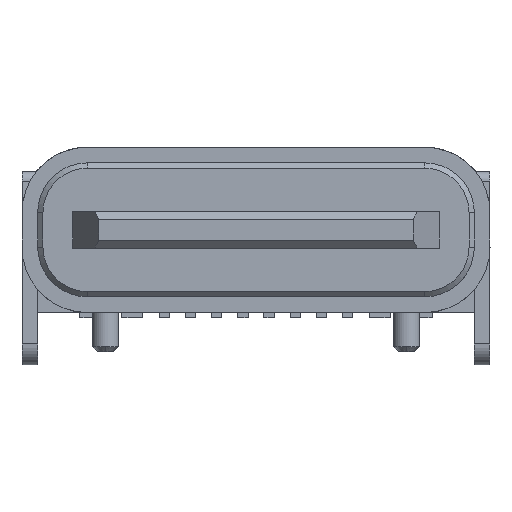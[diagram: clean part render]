
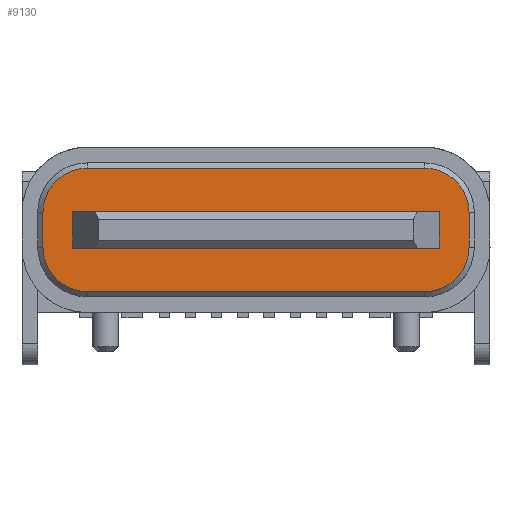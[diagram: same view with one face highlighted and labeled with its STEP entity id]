
A CAD part, front view. The second image highlights one B-rep face of the part: STEP entity #9130.
In plain terms, the highlighted planar face has unit normal (0, -1, 0).
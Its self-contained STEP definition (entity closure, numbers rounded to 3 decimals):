
#148 = VECTOR ( 'NONE', #9686, 1000. ) ;
#290 = EDGE_CURVE ( 'NONE', #2994, #1979, #9691, .T. ) ;
#494 = VECTOR ( 'NONE', #21337, 1000. ) ;
#762 = EDGE_CURVE ( 'NONE', #6467, #24208, #14472, .T. ) ;
#1116 = CIRCLE ( 'NONE', #1542, 0.85 ) ;
#1542 = AXIS2_PLACEMENT_3D ( 'NONE', #15171, #23196, #5683 ) ;
#1979 = VERTEX_POINT ( 'NONE', #15743 ) ;
#2301 = ORIENTED_EDGE ( 'NONE', *, *, #24253, .T. ) ;
#2364 = AXIS2_PLACEMENT_3D ( 'NONE', #20223, #16562, #2704 ) ;
#2457 = CARTESIAN_POINT ( 'NONE',  ( -3.5, 1.19, 0.35 ) ) ;
#2685 = ORIENTED_EDGE ( 'NONE', *, *, #19938, .T. ) ;
#2704 = DIRECTION ( 'NONE',  ( 1., 0., 0. ) ) ;
#2754 = DIRECTION ( 'NONE',  ( 0., 0., -1. ) ) ;
#2994 = VERTEX_POINT ( 'NONE', #25688 ) ;
#3110 = ORIENTED_EDGE ( 'NONE', *, *, #13076, .T. ) ;
#3301 = LINE ( 'NONE', #11266, #6728 ) ;
#3697 = CARTESIAN_POINT ( 'NONE',  ( -3.5, 1.19, -0.35 ) ) ;
#4157 = EDGE_CURVE ( 'NONE', #1979, #10819, #3301, .T. ) ;
#4429 = VERTEX_POINT ( 'NONE', #20388 ) ;
#4513 = CARTESIAN_POINT ( 'NONE',  ( 4.07, 1.19, 0.33 ) ) ;
#4582 = LINE ( 'NONE', #20508, #11040 ) ;
#4858 = LINE ( 'NONE', #10351, #13512 ) ;
#5149 = LINE ( 'NONE', #17041, #20706 ) ;
#5150 = VECTOR ( 'NONE', #18071, 1000. ) ;
#5392 = LINE ( 'NONE', #3697, #148 ) ;
#5683 = DIRECTION ( 'NONE',  ( 1., 0., 0. ) ) ;
#6074 = VERTEX_POINT ( 'NONE', #17798 ) ;
#6284 = EDGE_CURVE ( 'NONE', #25861, #14085, #4858, .T. ) ;
#6467 = VERTEX_POINT ( 'NONE', #22218 ) ;
#6728 = VECTOR ( 'NONE', #19242, 1000. ) ;
#6989 = CARTESIAN_POINT ( 'NONE',  ( -3.22, 1.19, -1.18 ) ) ;
#7118 = VERTEX_POINT ( 'NONE', #10785 ) ;
#7583 = DIRECTION ( 'NONE',  ( 0., -1., 0. ) ) ;
#7599 = ORIENTED_EDGE ( 'NONE', *, *, #9625, .F. ) ;
#8175 = VERTEX_POINT ( 'NONE', #16712 ) ;
#8630 = DIRECTION ( 'NONE',  ( 1., 0., 0. ) ) ;
#9130 = ADVANCED_FACE ( 'NONE', ( #14586, #18392 ), #20609, .T. ) ;
#9179 = EDGE_LOOP ( 'NONE', ( #15076, #2685, #10852, #2301, #11835, #18831, #18939, #3110 ) ) ;
#9546 = CARTESIAN_POINT ( 'NONE',  ( -3.22, 1.19, 0.33 ) ) ;
#9625 = EDGE_CURVE ( 'NONE', #4429, #2994, #5149, .T. ) ;
#9686 = DIRECTION ( 'NONE',  ( 0., 0., -1. ) ) ;
#9691 = LINE ( 'NONE', #23558, #494 ) ;
#9728 = DIRECTION ( 'NONE',  ( 0., -1., 0. ) ) ;
#9864 = EDGE_CURVE ( 'NONE', #24208, #25861, #23656, .T. ) ;
#9869 = CARTESIAN_POINT ( 'NONE',  ( -3.22, 1.19, -0.33 ) ) ;
#9910 = CIRCLE ( 'NONE', #16569, 0.85 ) ;
#10283 = AXIS2_PLACEMENT_3D ( 'NONE', #9546, #7583, #15511 ) ;
#10351 = CARTESIAN_POINT ( 'NONE',  ( -4.07, 1.19, 0.33 ) ) ;
#10785 = CARTESIAN_POINT ( 'NONE',  ( 3.22, 1.19, -1.18 ) ) ;
#10819 = VERTEX_POINT ( 'NONE', #2457 ) ;
#10852 = ORIENTED_EDGE ( 'NONE', *, *, #16604, .T. ) ;
#11040 = VECTOR ( 'NONE', #8630, 1000. ) ;
#11266 = CARTESIAN_POINT ( 'NONE',  ( -3.5, 1.19, 0.35 ) ) ;
#11680 = CARTESIAN_POINT ( 'NONE',  ( -3.22, 1.19, 1.18 ) ) ;
#11803 = ORIENTED_EDGE ( 'NONE', *, *, #20407, .F. ) ;
#11835 = ORIENTED_EDGE ( 'NONE', *, *, #762, .T. ) ;
#13076 = EDGE_CURVE ( 'NONE', #14085, #23332, #20202, .T. ) ;
#13512 = VECTOR ( 'NONE', #2754, 1000. ) ;
#13766 = DIRECTION ( 'NONE',  ( 1., 0., 0. ) ) ;
#14085 = VERTEX_POINT ( 'NONE', #18860 ) ;
#14472 = LINE ( 'NONE', #20758, #17623 ) ;
#14586 = FACE_OUTER_BOUND ( 'NONE', #9179, .T. ) ;
#15076 = ORIENTED_EDGE ( 'NONE', *, *, #20783, .T. ) ;
#15171 = CARTESIAN_POINT ( 'NONE',  ( 3.22, 1.19, 0.33 ) ) ;
#15511 = DIRECTION ( 'NONE',  ( 1., 0., 0. ) ) ;
#15643 = DIRECTION ( 'NONE',  ( 1., 0., 0. ) ) ;
#15743 = CARTESIAN_POINT ( 'NONE',  ( 3.5, 1.19, 0.35 ) ) ;
#16562 = DIRECTION ( 'NONE',  ( 0., -1., 0. ) ) ;
#16569 = AXIS2_PLACEMENT_3D ( 'NONE', #25352, #23515, #15643 ) ;
#16604 = EDGE_CURVE ( 'NONE', #6074, #8175, #22403, .T. ) ;
#16712 = CARTESIAN_POINT ( 'NONE',  ( 4.07, 1.19, 0.33 ) ) ;
#17041 = CARTESIAN_POINT ( 'NONE',  ( -3.5, 1.19, -0.35 ) ) ;
#17623 = VECTOR ( 'NONE', #22478, 1000. ) ;
#17798 = CARTESIAN_POINT ( 'NONE',  ( 4.07, 1.19, -0.33 ) ) ;
#18071 = DIRECTION ( 'NONE',  ( 0., 0., 1. ) ) ;
#18392 = FACE_BOUND ( 'NONE', #22522, .T. ) ;
#18831 = ORIENTED_EDGE ( 'NONE', *, *, #9864, .T. ) ;
#18860 = CARTESIAN_POINT ( 'NONE',  ( -4.07, 1.19, -0.33 ) ) ;
#18939 = ORIENTED_EDGE ( 'NONE', *, *, #6284, .T. ) ;
#19242 = DIRECTION ( 'NONE',  ( -1., 0., 0. ) ) ;
#19624 = ORIENTED_EDGE ( 'NONE', *, *, #4157, .F. ) ;
#19938 = EDGE_CURVE ( 'NONE', #7118, #6074, #9910, .T. ) ;
#20202 = CIRCLE ( 'NONE', #23157, 0.85 ) ;
#20223 = CARTESIAN_POINT ( 'NONE',  ( 3.22, 1.19, 0.33 ) ) ;
#20388 = CARTESIAN_POINT ( 'NONE',  ( -3.5, 1.19, -0.35 ) ) ;
#20407 = EDGE_CURVE ( 'NONE', #10819, #4429, #5392, .T. ) ;
#20508 = CARTESIAN_POINT ( 'NONE',  ( 3.22, 1.19, -1.18 ) ) ;
#20609 = PLANE ( 'NONE',  #2364 ) ;
#20706 = VECTOR ( 'NONE', #22837, 1000. ) ;
#20758 = CARTESIAN_POINT ( 'NONE',  ( -3.22, 1.19, 1.18 ) ) ;
#20783 = EDGE_CURVE ( 'NONE', #23332, #7118, #4582, .T. ) ;
#21337 = DIRECTION ( 'NONE',  ( 0., 0., 1. ) ) ;
#21565 = CARTESIAN_POINT ( 'NONE',  ( -4.07, 1.19, 0.33 ) ) ;
#22218 = CARTESIAN_POINT ( 'NONE',  ( 3.22, 1.19, 1.18 ) ) ;
#22403 = LINE ( 'NONE', #4513, #5150 ) ;
#22478 = DIRECTION ( 'NONE',  ( -1., 0., 0. ) ) ;
#22522 = EDGE_LOOP ( 'NONE', ( #25629, #7599, #11803, #19624 ) ) ;
#22837 = DIRECTION ( 'NONE',  ( 1., 0., 0. ) ) ;
#23157 = AXIS2_PLACEMENT_3D ( 'NONE', #9869, #9728, #13766 ) ;
#23196 = DIRECTION ( 'NONE',  ( 0., -1., 0. ) ) ;
#23332 = VERTEX_POINT ( 'NONE', #6989 ) ;
#23515 = DIRECTION ( 'NONE',  ( 0., -1., 0. ) ) ;
#23558 = CARTESIAN_POINT ( 'NONE',  ( 3.5, 1.19, -0.35 ) ) ;
#23656 = CIRCLE ( 'NONE', #10283, 0.85 ) ;
#24208 = VERTEX_POINT ( 'NONE', #11680 ) ;
#24253 = EDGE_CURVE ( 'NONE', #8175, #6467, #1116, .T. ) ;
#25352 = CARTESIAN_POINT ( 'NONE',  ( 3.22, 1.19, -0.33 ) ) ;
#25629 = ORIENTED_EDGE ( 'NONE', *, *, #290, .F. ) ;
#25688 = CARTESIAN_POINT ( 'NONE',  ( 3.5, 1.19, -0.35 ) ) ;
#25861 = VERTEX_POINT ( 'NONE', #21565 ) ;
